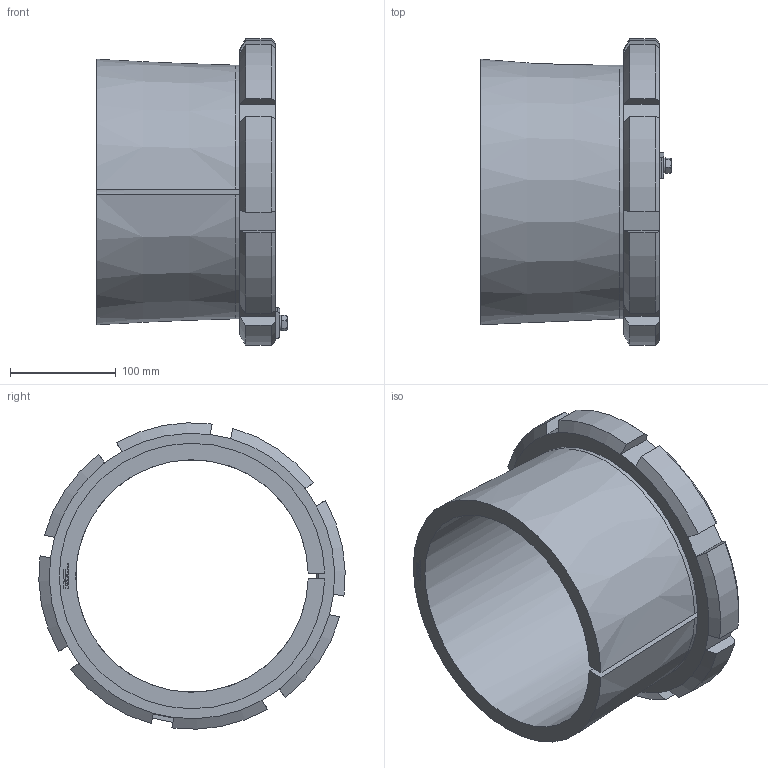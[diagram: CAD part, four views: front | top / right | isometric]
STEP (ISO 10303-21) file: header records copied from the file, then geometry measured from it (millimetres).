
FILE_DESCRIPTION( ( 'STEP AP203' ), ' ' );
FILE_NAME( 'BGL H 3148 TL.stp', '2016-09-28T12:23:39', ( '' ), ( '' ), ' ', 'PARTsolutions', ' ' );
FILE_SCHEMA( ( 'CONFIG_CONTROL_DESIGN' ) );
Length unit declared in the file: millimetre
Products named in the file (5): BGL H 3148 TL; _BGLH3148TLB; _BGL HM 3048; _BGL MS 3048-BGL MS 3052part; _BGL MS 3048-BGL MS 3052HHS
Assembly tree (4 placements, depth 2):
  BGL H 3148 TL
    _BGLH3148TLB
    _BGL HM 3048
    _BGL MS 3048-BGL MS 3052part
    _BGL MS 3048-BGL MS 3052HHS
Bounding box: 180.05 x 289.87 x 289.87 mm (x, y, z)
Volume: 2154096.4 mm3; surface area: 368336.2 mm2
Topology: 4 solids, 4 shells, 335 faces, 873 edges, 573 vertices
Faces by surface type: plane 224, cylinder 74, cone 37
Full cylindrical faces by diameter (mm): 8 x9, 9 x1, 14.8 x1, 236 x1
Entity records: 10409 total; most frequent: CARTESIAN_POINT 2055, ORIENTED_EDGE 1694, DIRECTION 1663, EDGE_CURVE 847, LINE 575, VECTOR 575, VERTEX_POINT 570, AXIS2_PLACEMENT_3D 544
